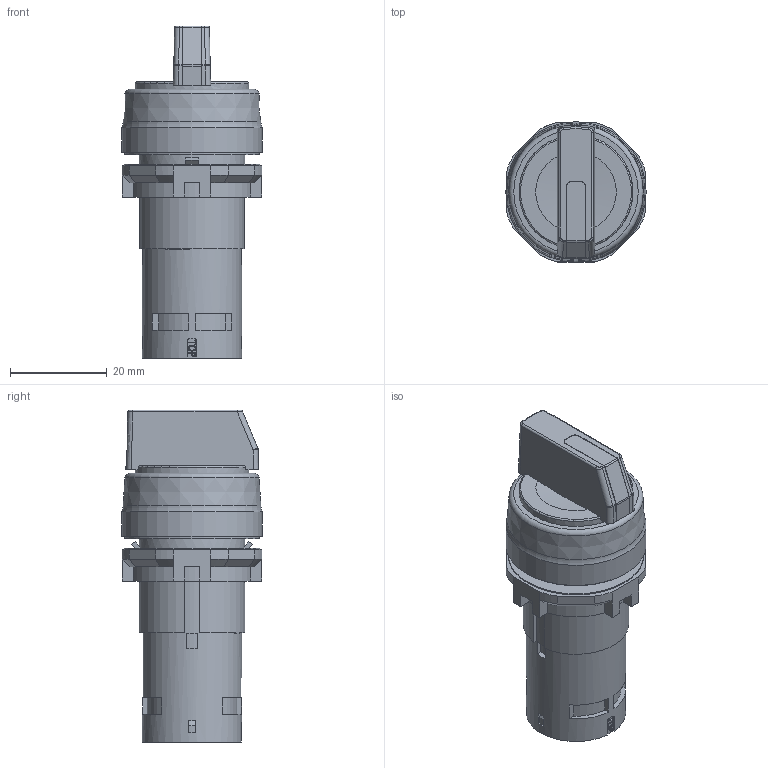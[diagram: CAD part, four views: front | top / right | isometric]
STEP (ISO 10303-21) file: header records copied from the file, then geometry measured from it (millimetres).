
FILE_DESCRIPTION(/* description */ (''),/* implementation_level */ '2;1');
FILE_NAME(/* name */ '3D_C2S-3E20x.stp',/* time_stamp */ '2025-02-17T08:23:25+01:00',/* author */ (''),/* organization */ (''),/* preprocessor_version */ 'ST-DEVELOPER v16.7',/* originating_system */ 'SIEMENS PLM Software NX 12.0',/* authorisation */ '');
FILE_SCHEMA (('AP203_CONFIGURATION_CONTROLLED_3D_DESIGN_OF_MECHANICAL_PARTS_AND_ASSEMBLIES_MIM_LF { 1 0 10303 403 2 1 2}'));
Length unit declared in the file: millimetre
Products named in the file (1): Ferr4820BA20tedg
Bounding box: 29 x 29 x 68.6 mm (x, y, z)
Surface area: 7382.1 mm2 (no closed solid volume)
Topology: 0 solids, 4 shells, 311 faces, 1075 edges, 774 vertices
Faces by surface type: plane 197, cylinder 78, cone 12, extrusion 8, torus 7, bspline 5, sphere 4
Full cylindrical faces by diameter (mm): 20.5 x1, 21.8 x1, 23.5 x1, 27.8 x1, 28 x1, 29 x1
Entity records: 12197 total; most frequent: CARTESIAN_POINT 2996, DIRECTION 1813, ORIENTED_EDGE 1783, EDGE_CURVE 1061, VERTEX_POINT 768, VECTOR 635, LINE 627, AXIS2_PLACEMENT_3D 589
